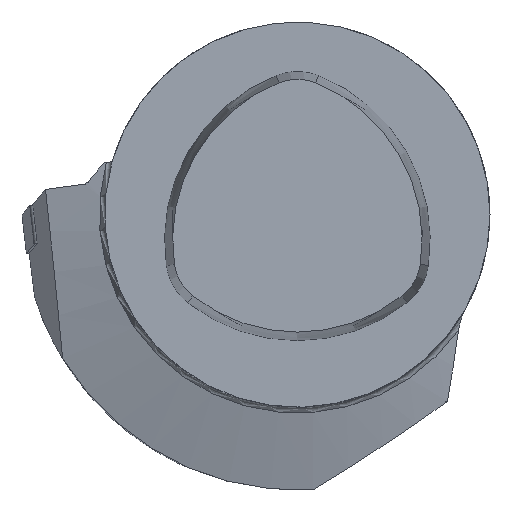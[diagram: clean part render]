
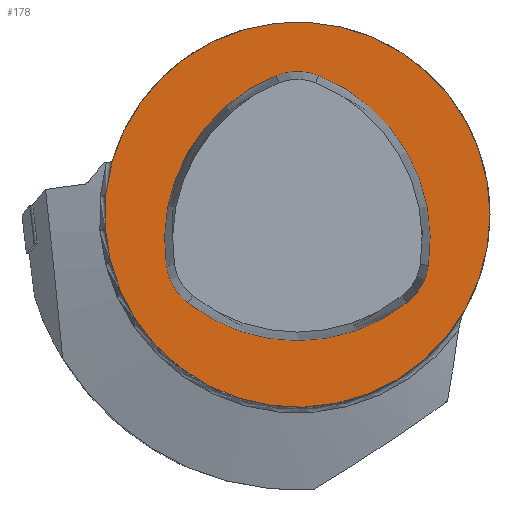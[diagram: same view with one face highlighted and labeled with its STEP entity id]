
A CAD part, top view. The second image highlights one B-rep face of the part: STEP entity #178.
In plain terms, the highlighted planar face has unit normal (0, 0, 1).
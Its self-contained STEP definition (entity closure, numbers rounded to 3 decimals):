
#124=FACE_BOUND('',#351,.T.);
#125=FACE_BOUND('',#352,.T.);
#178=ADVANCED_FACE('',(#124,#125),#237,.T.);
#237=PLANE('',#1291);
#351=EDGE_LOOP('',(#552));
#352=EDGE_LOOP('',(#553,#554,#555,#556,#557,#558));
#428=CIRCLE('',#1265,31.5);
#438=CIRCLE('',#1285,29.);
#439=CIRCLE('',#1286,9.4);
#440=CIRCLE('',#1287,29.);
#441=CIRCLE('',#1288,9.4);
#442=CIRCLE('',#1289,29.);
#443=CIRCLE('',#1290,9.4);
#552=ORIENTED_EDGE('',*,*,#916,.T.);
#553=ORIENTED_EDGE('',*,*,#942,.F.);
#554=ORIENTED_EDGE('',*,*,#943,.F.);
#555=ORIENTED_EDGE('',*,*,#944,.F.);
#556=ORIENTED_EDGE('',*,*,#945,.F.);
#557=ORIENTED_EDGE('',*,*,#946,.F.);
#558=ORIENTED_EDGE('',*,*,#947,.F.);
#807=VERTEX_POINT('',#1853);
#828=VERTEX_POINT('',#1961);
#829=VERTEX_POINT('',#1962);
#830=VERTEX_POINT('',#1964);
#831=VERTEX_POINT('',#1966);
#832=VERTEX_POINT('',#1968);
#833=VERTEX_POINT('',#1970);
#916=EDGE_CURVE('',#807,#807,#428,.T.);
#942=EDGE_CURVE('',#828,#829,#438,.T.);
#943=EDGE_CURVE('',#830,#828,#439,.T.);
#944=EDGE_CURVE('',#831,#830,#440,.T.);
#945=EDGE_CURVE('',#832,#831,#441,.T.);
#946=EDGE_CURVE('',#833,#832,#442,.T.);
#947=EDGE_CURVE('',#829,#833,#443,.T.);
#1265=AXIS2_PLACEMENT_3D('',#1852,#1438,#1439);
#1285=AXIS2_PLACEMENT_3D('',#1960,#1484,#1485);
#1286=AXIS2_PLACEMENT_3D('',#1963,#1486,#1487);
#1287=AXIS2_PLACEMENT_3D('',#1965,#1488,#1489);
#1288=AXIS2_PLACEMENT_3D('',#1967,#1490,#1491);
#1289=AXIS2_PLACEMENT_3D('',#1969,#1492,#1493);
#1290=AXIS2_PLACEMENT_3D('',#1971,#1494,#1495);
#1291=AXIS2_PLACEMENT_3D('',#1972,#1496,#1497);
#1438=DIRECTION('',(0.,0.,1.));
#1439=DIRECTION('',(1.,0.,0.));
#1484=DIRECTION('',(0.,0.,1.));
#1485=DIRECTION('',(1.,0.,0.));
#1486=DIRECTION('',(0.,0.,1.));
#1487=DIRECTION('',(1.,0.,0.));
#1488=DIRECTION('',(0.,0.,1.));
#1489=DIRECTION('',(1.,0.,0.));
#1490=DIRECTION('',(0.,0.,1.));
#1491=DIRECTION('',(1.,0.,0.));
#1492=DIRECTION('',(0.,0.,1.));
#1493=DIRECTION('',(1.,0.,0.));
#1494=DIRECTION('',(0.,0.,1.));
#1495=DIRECTION('',(1.,0.,0.));
#1496=DIRECTION('',(0.,0.,1.));
#1497=DIRECTION('',(-1.,0.,0.));
#1852=CARTESIAN_POINT('',(0.,0.,0.));
#1853=CARTESIAN_POINT('',(31.5,0.,0.));
#1960=CARTESIAN_POINT('',(7.275,-4.2,0.));
#1961=CARTESIAN_POINT('',(-3.489,22.729,0.));
#1962=CARTESIAN_POINT('',(-21.428,-8.343,0.));
#1963=CARTESIAN_POINT('',(0.,14.,0.));
#1964=CARTESIAN_POINT('',(3.489,22.729,0.));
#1965=CARTESIAN_POINT('',(-7.275,-4.2,0.));
#1966=CARTESIAN_POINT('',(21.428,-8.343,0.));
#1967=CARTESIAN_POINT('',(12.124,-7.,0.));
#1968=CARTESIAN_POINT('',(17.939,-14.386,0.));
#1969=CARTESIAN_POINT('',(0.,8.4,0.));
#1970=CARTESIAN_POINT('',(-17.939,-14.386,0.));
#1971=CARTESIAN_POINT('',(-12.124,-7.,0.));
#1972=CARTESIAN_POINT('',(0.,0.,0.));
